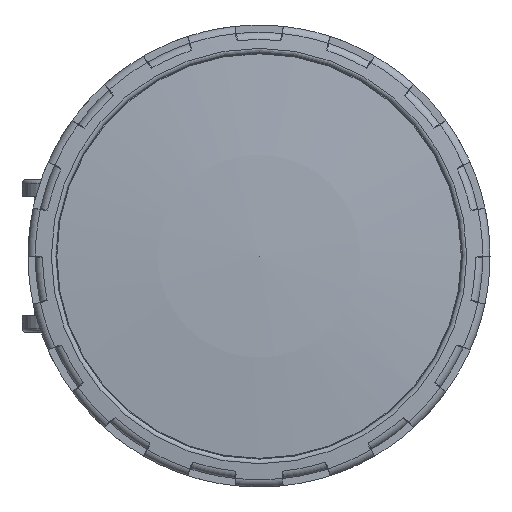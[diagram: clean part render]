
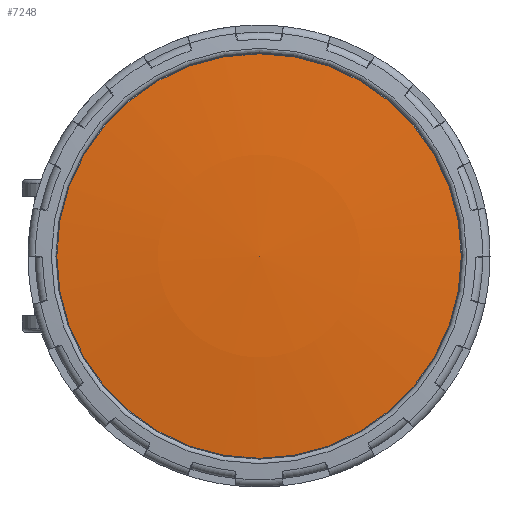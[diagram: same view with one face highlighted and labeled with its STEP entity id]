
A CAD part, left-side view. The second image highlights one B-rep face of the part: STEP entity #7248.
In plain terms, the highlighted spherical face has radius 457.5 mm.
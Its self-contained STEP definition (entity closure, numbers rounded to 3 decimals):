
#571=SPHERICAL_SURFACE('',#44520,457.5);
#7248=ADVANCED_FACE('',(#9762),#571,.T.);
#9762=FACE_OUTER_BOUND('',#12554,.T.);
#12554=EDGE_LOOP('',(#28277));
#28277=ORIENTED_EDGE('',*,*,#38378,.T.);
#32568=VERTEX_POINT('',#91231);
#38378=EDGE_CURVE('',#32568,#32568,#40444,.T.);
#40444=CIRCLE('',#44519,49.05);
#44519=AXIS2_PLACEMENT_3D('',#91230,#54718,#54719);
#44520=AXIS2_PLACEMENT_3D('',#91232,#54720,#54721);
#54718=DIRECTION('',(-1.,0.,0.));
#54719=DIRECTION('',(0.,1.,0.));
#54720=DIRECTION('',(-1.,0.,0.));
#54721=DIRECTION('',(0.,-1.,0.));
#91230=CARTESIAN_POINT('',(-87.013,0.,0.));
#91231=CARTESIAN_POINT('',(-87.013,49.05,0.));
#91232=CARTESIAN_POINT('',(367.85,0.,0.));
